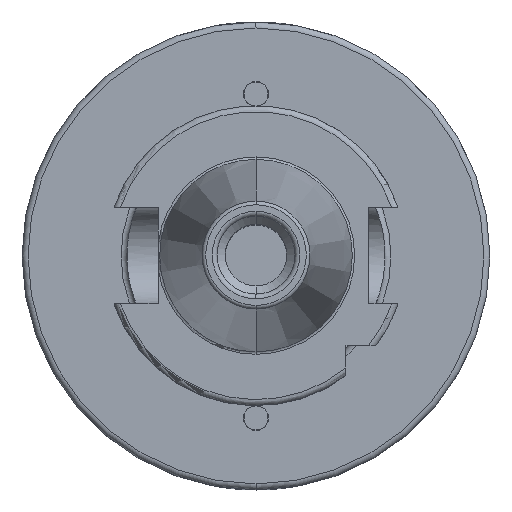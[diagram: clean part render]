
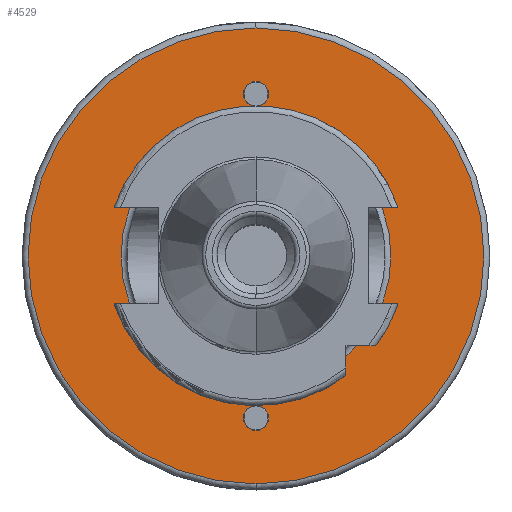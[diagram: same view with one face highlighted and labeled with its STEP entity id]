
A CAD part, top view. The second image highlights one B-rep face of the part: STEP entity #4529.
In plain terms, the highlighted planar face has unit normal (0, 0, 1).
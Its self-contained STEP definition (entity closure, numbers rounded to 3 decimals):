
#953=CARTESIAN_POINT('',(0,0.,-15.9));
#954=DIRECTION('',(0,0,1));
#955=DIRECTION('',(0,1,0));
#956=AXIS2_PLACEMENT_3D('',#953,#954,#955);
#958=CARTESIAN_POINT('',(0,0.,-15.9));
#959=DIRECTION('',(0,0,1));
#960=DIRECTION('',(0,-1,0));
#961=AXIS2_PLACEMENT_3D('',#958,#959,#960);
#963=CARTESIAN_POINT('',(0,0,-15.9));
#964=DIRECTION('',(0,0,-1));
#965=DIRECTION('',(0,-1,0));
#966=AXIS2_PLACEMENT_3D('',#963,#964,#965);
#968=CARTESIAN_POINT('',(0,0,-15.9));
#969=DIRECTION('',(0,0,-1));
#970=DIRECTION('',(0,1,0));
#971=AXIS2_PLACEMENT_3D('',#968,#969,#970);
#973=CARTESIAN_POINT('',(0,27,-15.9));
#974=DIRECTION('',(0,0,-1));
#975=DIRECTION('',(1,0,0));
#976=AXIS2_PLACEMENT_3D('',#973,#974,#975);
#978=CARTESIAN_POINT('',(0,27,-15.9));
#979=DIRECTION('',(0,0,-1));
#980=DIRECTION('',(-1,0,0));
#981=AXIS2_PLACEMENT_3D('',#978,#979,#980);
#983=CARTESIAN_POINT('',(0,-27,-15.9));
#984=DIRECTION('',(0,0,1));
#985=DIRECTION('',(1,0,0));
#986=AXIS2_PLACEMENT_3D('',#983,#984,#985);
#988=CARTESIAN_POINT('',(0,-27,-15.9));
#989=DIRECTION('',(0,0,1));
#990=DIRECTION('',(-1,0,0));
#991=AXIS2_PLACEMENT_3D('',#988,#989,#990);
#3066=CARTESIAN_POINT('',(2.1,27,-15.9));
#3067=VERTEX_POINT('',#3066);
#3068=CARTESIAN_POINT('',(-2.1,27,-15.9));
#3069=VERTEX_POINT('',#3068);
#3276=CARTESIAN_POINT('',(0,22.5,-15.9));
#3277=CARTESIAN_POINT('',(0,-22.5,-15.9));
#3278=VERTEX_POINT('',#3276);
#3279=VERTEX_POINT('',#3277);
#3288=CARTESIAN_POINT('',(0,-38,-15.9));
#3289=CARTESIAN_POINT('',(0,38,-15.9));
#3290=VERTEX_POINT('',#3288);
#3291=VERTEX_POINT('',#3289);
#3302=CARTESIAN_POINT('',(2.1,-27,-15.9));
#3303=CARTESIAN_POINT('',(-2.1,-27,-15.9));
#3304=VERTEX_POINT('',#3302);
#3305=VERTEX_POINT('',#3303);
#4502=CARTESIAN_POINT('',(0,0.,-15.9));
#4503=DIRECTION('',(0,0,1));
#4504=DIRECTION('',(0,1,0));
#4505=AXIS2_PLACEMENT_3D('',#4502,#4503,#4504);
#4506=PLANE('',#4505);
#4507=ORIENTED_EDGE('',*,*,#4496,.T.);
#4508=ORIENTED_EDGE('',*,*,#4482,.T.);
#4509=EDGE_LOOP('',(#4507,#4508));
#4510=FACE_OUTER_BOUND('',#4509,.F.);
#4512=ORIENTED_EDGE('',*,*,#4511,.T.);
#4514=ORIENTED_EDGE('',*,*,#4513,.T.);
#4515=EDGE_LOOP('',(#4512,#4514));
#4516=FACE_BOUND('',#4515,.F.);
#4518=ORIENTED_EDGE('',*,*,#4517,.F.);
#4520=ORIENTED_EDGE('',*,*,#4519,.F.);
#4521=EDGE_LOOP('',(#4518,#4520));
#4522=FACE_BOUND('',#4521,.F.);
#4524=ORIENTED_EDGE('',*,*,#4523,.T.);
#4526=ORIENTED_EDGE('',*,*,#4525,.T.);
#4527=EDGE_LOOP('',(#4524,#4526));
#4528=FACE_BOUND('',#4527,.F.);
#4529=ADVANCED_FACE('',(#4510,#4516,#4522,#4528),#4506,.T.);
#957=CIRCLE('',#956,22.5);
#962=CIRCLE('',#961,22.5);
#967=CIRCLE('',#966,38);
#972=CIRCLE('',#971,38);
#977=CIRCLE('',#976,2.1);
#982=CIRCLE('',#981,2.1);
#987=CIRCLE('',#986,2.1);
#992=CIRCLE('',#991,2.1);
#4482=EDGE_CURVE('',#3291,#3290,#972,.T.);
#4496=EDGE_CURVE('',#3290,#3291,#967,.T.);
#4511=EDGE_CURVE('',#3278,#3279,#957,.T.);
#4513=EDGE_CURVE('',#3279,#3278,#962,.T.);
#4517=EDGE_CURVE('',#3067,#3069,#977,.T.);
#4519=EDGE_CURVE('',#3069,#3067,#982,.T.);
#4523=EDGE_CURVE('',#3304,#3305,#987,.T.);
#4525=EDGE_CURVE('',#3305,#3304,#992,.T.);
